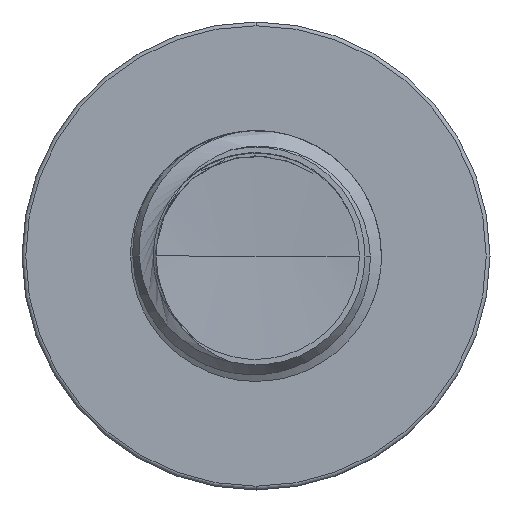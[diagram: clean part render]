
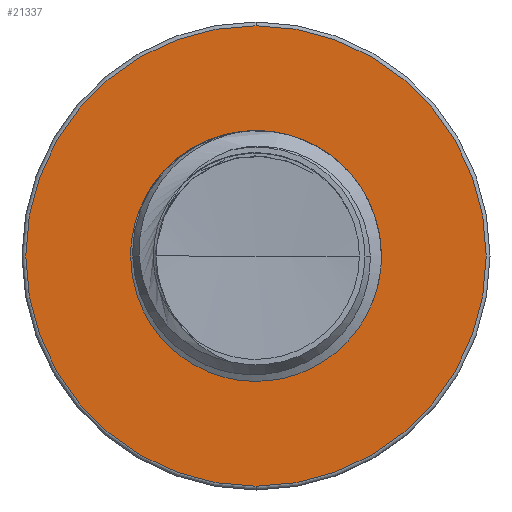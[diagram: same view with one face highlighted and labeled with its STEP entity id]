
A CAD part, front view. The second image highlights one B-rep face of the part: STEP entity #21337.
In plain terms, the highlighted planar face has unit normal (0, -1, 0).
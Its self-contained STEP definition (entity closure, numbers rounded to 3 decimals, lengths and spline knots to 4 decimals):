
#643 = FACE_OUTER_BOUND ( 'NONE', #15070, .T. ) ;
#984 = AXIS2_PLACEMENT_3D ( 'NONE', #1162, #21450, #3804 ) ;
#1162 = CARTESIAN_POINT ( 'NONE',  ( 0., 17.5, 0. ) ) ;
#2750 = CARTESIAN_POINT ( 'NONE',  ( 0., 17.5, 0. ) ) ;
#2845 = PLANE ( 'NONE',  #30755 ) ;
#2988 = VERTEX_POINT ( 'NONE', #25305 ) ;
#3180 = CIRCLE ( 'NONE', #20603, 1.4363 ) ;
#3500 = AXIS2_PLACEMENT_3D ( 'NONE', #2750, #23226, #5540 ) ;
#3722 = CARTESIAN_POINT ( 'NONE',  ( 0., 17.5, 2.755 ) ) ;
#3804 = DIRECTION ( 'NONE',  ( 0., 0., -1. ) ) ;
#4657 = CIRCLE ( 'NONE', #15325, 2.755 ) ;
#5094 = CARTESIAN_POINT ( 'NONE',  ( 0., 17.5, -1.4363 ) ) ;
#5540 = DIRECTION ( 'NONE',  ( 0., 0., -1. ) ) ;
#5646 = CIRCLE ( 'NONE', #3500, 2.755 ) ;
#5649 = DIRECTION ( 'NONE',  ( 0., -1., 0. ) ) ;
#13718 = CIRCLE ( 'NONE', #984, 1.4363 ) ;
#14786 = CARTESIAN_POINT ( 'NONE',  ( 0., 17.5, -2.755 ) ) ;
#15070 = EDGE_LOOP ( 'NONE', ( #23667, #16954 ) ) ;
#15255 = DIRECTION ( 'NONE',  ( 0., -1., 0. ) ) ;
#15272 = EDGE_CURVE ( 'NONE', #32334, #2988, #3180, .T. ) ;
#15325 = AXIS2_PLACEMENT_3D ( 'NONE', #32137, #15255, #34570 ) ;
#15500 = EDGE_LOOP ( 'NONE', ( #32143, #31836 ) ) ;
#16336 = DIRECTION ( 'NONE',  ( 0., -1., 0. ) ) ;
#16954 = ORIENTED_EDGE ( 'NONE', *, *, #29062, .T. ) ;
#17491 = EDGE_CURVE ( 'NONE', #2988, #32334, #13718, .T. ) ;
#20603 = AXIS2_PLACEMENT_3D ( 'NONE', #33025, #16336, #35502 ) ;
#21337 = ADVANCED_FACE ( 'NONE', ( #643, #30245 ), #2845, .T. ) ;
#21450 = DIRECTION ( 'NONE',  ( 0., -1., 0. ) ) ;
#23226 = DIRECTION ( 'NONE',  ( 0., -1., 0. ) ) ;
#23667 = ORIENTED_EDGE ( 'NONE', *, *, #33908, .T. ) ;
#25305 = CARTESIAN_POINT ( 'NONE',  ( 0., 17.5, 1.4363 ) ) ;
#26173 = DIRECTION ( 'NONE',  ( 0., 0., -1. ) ) ;
#29062 = EDGE_CURVE ( 'NONE', #32844, #33770, #5646, .T. ) ;
#30245 = FACE_BOUND ( 'NONE', #15500, .T. ) ;
#30755 = AXIS2_PLACEMENT_3D ( 'NONE', #30913, #5649, #26173 ) ;
#30913 = CARTESIAN_POINT ( 'NONE',  ( 0., 17.5, 1.4363 ) ) ;
#31836 = ORIENTED_EDGE ( 'NONE', *, *, #17491, .F. ) ;
#32137 = CARTESIAN_POINT ( 'NONE',  ( 0., 17.5, 0. ) ) ;
#32143 = ORIENTED_EDGE ( 'NONE', *, *, #15272, .F. ) ;
#32334 = VERTEX_POINT ( 'NONE', #5094 ) ;
#32844 = VERTEX_POINT ( 'NONE', #3722 ) ;
#33025 = CARTESIAN_POINT ( 'NONE',  ( 0., 17.5, 0. ) ) ;
#33770 = VERTEX_POINT ( 'NONE', #14786 ) ;
#33908 = EDGE_CURVE ( 'NONE', #33770, #32844, #4657, .T. ) ;
#34570 = DIRECTION ( 'NONE',  ( 0., 0., -1. ) ) ;
#35502 = DIRECTION ( 'NONE',  ( 0., 0., -1. ) ) ;
